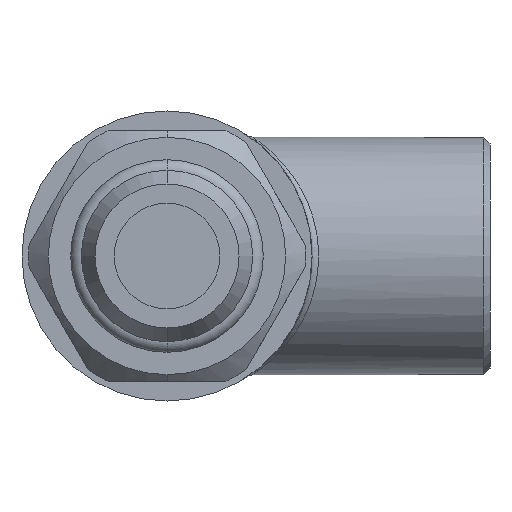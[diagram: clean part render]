
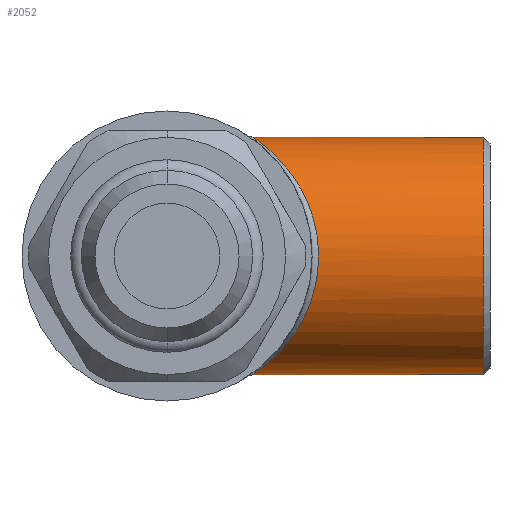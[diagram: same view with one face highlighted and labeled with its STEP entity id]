
A CAD part, front view. The second image highlights one B-rep face of the part: STEP entity #2052.
In plain terms, the highlighted cylindrical face has radius 9 mm (diameter 18 mm), a partial arc.
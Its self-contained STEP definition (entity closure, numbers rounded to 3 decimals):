
#313 = B_SPLINE_CURVE_WITH_KNOTS ( 'NONE', 3,
 ( #333, #315, #343, #342, #341 ),
 .UNSPECIFIED., .F., .F.,
 ( 4, 1, 4 ),
 ( 0.03, 0.03, 0.03 ),
 .UNSPECIFIED. ) ;
#314 = CARTESIAN_POINT ( 'NONE',  ( 6.495, 29.586, -8.99 ) ) ;
#315 = CARTESIAN_POINT ( 'NONE',  ( 6.491, 29.655, -8.994 ) ) ;
#320 = DIRECTION ( 'NONE',  ( -1., 0., 0. ) ) ;
#321 = VECTOR ( 'NONE', #320, 1000. ) ;
#322 = CARTESIAN_POINT ( 'NONE',  ( 0., 30., -9. ) ) ;
#323 = LINE ( 'NONE', #322, #321 ) ;
#329 = CARTESIAN_POINT ( 'NONE',  ( 0., 30., 0. ) ) ;
#330 = AXIS2_PLACEMENT_3D ( 'NONE', #329, #332, #331 ) ;
#331 = DIRECTION ( 'NONE',  ( 0., 0., 1. ) ) ;
#332 = DIRECTION ( 'NONE',  ( -1., 0., 0. ) ) ;
#333 = CARTESIAN_POINT ( 'NONE',  ( 6.495, 29.586, -8.99 ) ) ;
#337 = CYLINDRICAL_SURFACE ( 'NONE', #330, 9. ) ;
#338 = FACE_OUTER_BOUND ( 'NONE', #2054, .T. ) ;
#341 = CARTESIAN_POINT ( 'NONE',  ( 6.481, 30., -9. ) ) ;
#342 = CARTESIAN_POINT ( 'NONE',  ( 6.481, 29.931, -9. ) ) ;
#343 = CARTESIAN_POINT ( 'NONE',  ( 6.483, 29.793, -8.998 ) ) ;
#385 = CARTESIAN_POINT ( 'NONE',  ( 6.481, 30., -9. ) ) ;
#530 = LINE ( 'NONE', #536, #535 ) ;
#534 = DIRECTION ( 'NONE',  ( -1., 0., 0. ) ) ;
#535 = VECTOR ( 'NONE', #534, 1000. ) ;
#536 = CARTESIAN_POINT ( 'NONE',  ( 0., 30., 9. ) ) ;
#564 = CARTESIAN_POINT ( 'NONE',  ( 9.084, 23.967, 6.685 ) ) ;
#565 = CARTESIAN_POINT ( 'NONE',  ( 8.932, 24.175, 6.866 ) ) ;
#566 = CARTESIAN_POINT ( 'NONE',  ( 8.628, 24.601, 7.206 ) ) ;
#567 = CARTESIAN_POINT ( 'NONE',  ( 8.477, 24.821, 7.365 ) ) ;
#568 = CARTESIAN_POINT ( 'NONE',  ( 8.026, 25.501, 7.814 ) ) ;
#569 = CARTESIAN_POINT ( 'NONE',  ( 11.257, 21.28, -2.249 ) ) ;
#570 = CARTESIAN_POINT ( 'NONE',  ( 11.319, 21.208, -1.95 ) ) ;
#571 = CARTESIAN_POINT ( 'NONE',  ( 11.416, 21.096, -1.346 ) ) ;
#572 = CARTESIAN_POINT ( 'NONE',  ( 11.452, 21.055, -1.04 ) ) ;
#573 = CARTESIAN_POINT ( 'NONE',  ( 11.496, 21.004, -0.421 ) ) ;
#574 = CARTESIAN_POINT ( 'NONE',  ( 11.504, 20.995, -0.105 ) ) ;
#575 = CARTESIAN_POINT ( 'NONE',  ( 11.485, 21.017, 0.834 ) ) ;
#576 = CARTESIAN_POINT ( 'NONE',  ( 11.416, 21.096, 1.445 ) ) ;
#577 = CARTESIAN_POINT ( 'NONE',  ( 11.236, 21.305, 2.343 ) ) ;
#578 = CARTESIAN_POINT ( 'NONE',  ( 11.162, 21.39, 2.638 ) ) ;
#579 = CARTESIAN_POINT ( 'NONE',  ( 10.995, 21.585, 3.207 ) ) ;
#580 = CARTESIAN_POINT ( 'NONE',  ( 10.901, 21.696, 3.482 ) ) ;
#581 = CARTESIAN_POINT ( 'NONE',  ( 7.194, 27.031, 8.501 ) ) ;
#582 = CARTESIAN_POINT ( 'NONE',  ( 6.96, 27.583, 8.674 ) ) ;
#583 = B_SPLINE_CURVE_WITH_KNOTS ( 'NONE', 3,
 ( #610, #608, #607, #606, #586, #585, #582, #581, #620, #619, #568, #567, #566, #565, #564, #605, #604, #603, #602, #601, #600, #580, #579, #578, #577, #576, #575, #574, #573, #572, #571, #570, #569, #593, #592, #591, #590, #589, #588, #587, #599, #598, #597, #596, #595, #594, #618, #617, #616, #615, #614, #613, #612, #611 ),
 .UNSPECIFIED., .F., .F.,
 ( 4, 2, 2, 2, 2, 2, 2, 2, 2, 2, 2, 2, 2, 2, 2, 2, 2, 2, 2, 2, 2, 2, 2, 2, 2, 2, 4 ),
 ( 0., 0.001, 0.002, 0.003, 0.004, 0.006, 0.007, 0.008, 0.009, 0.01, 0.011, 0.012, 0.013, 0.015, 0.016, 0.017, 0.018, 0.019, 0.021, 0.022, 0.023, 0.024, 0.026, 0.027, 0.028, 0.029, 0.03 ),
 .UNSPECIFIED. ) ;
#585 = CARTESIAN_POINT ( 'NONE',  ( 6.855, 27.866, 8.749 ) ) ;
#586 = CARTESIAN_POINT ( 'NONE',  ( 6.677, 28.452, 8.871 ) ) ;
#587 = CARTESIAN_POINT ( 'NONE',  ( 9.713, 23.145, -5.839 ) ) ;
#588 = CARTESIAN_POINT ( 'NONE',  ( 9.99, 22.796, -5.402 ) ) ;
#589 = CARTESIAN_POINT ( 'NONE',  ( 10.126, 22.629, -5.172 ) ) ;
#590 = CARTESIAN_POINT ( 'NONE',  ( 10.509, 22.16, -4.457 ) ) ;
#591 = CARTESIAN_POINT ( 'NONE',  ( 10.736, 21.89, -3.946 ) ) ;
#592 = CARTESIAN_POINT ( 'NONE',  ( 11.022, 21.553, -3.122 ) ) ;
#593 = CARTESIAN_POINT ( 'NONE',  ( 11.108, 21.453, -2.836 ) ) ;
#594 = CARTESIAN_POINT ( 'NONE',  ( 7.498, 26.421, -8.262 ) ) ;
#595 = CARTESIAN_POINT ( 'NONE',  ( 7.918, 25.669, -7.909 ) ) ;
#596 = CARTESIAN_POINT ( 'NONE',  ( 8.219, 25.199, -7.632 ) ) ;
#597 = CARTESIAN_POINT ( 'NONE',  ( 8.83, 24.309, -6.993 ) ) ;
#598 = CARTESIAN_POINT ( 'NONE',  ( 9.133, 23.898, -6.638 ) ) ;
#599 = CARTESIAN_POINT ( 'NONE',  ( 9.57, 23.328, -6.046 ) ) ;
#600 = CARTESIAN_POINT ( 'NONE',  ( 10.694, 21.941, 4.016 ) ) ;
#601 = CARTESIAN_POINT ( 'NONE',  ( 10.581, 22.076, 4.276 ) ) ;
#602 = CARTESIAN_POINT ( 'NONE',  ( 10.34, 22.367, 4.777 ) ) ;
#603 = CARTESIAN_POINT ( 'NONE',  ( 10.213, 22.522, 5.016 ) ) ;
#604 = CARTESIAN_POINT ( 'NONE',  ( 9.816, 23.013, 5.7 ) ) ;
#605 = CARTESIAN_POINT ( 'NONE',  ( 9.53, 23.374, 6.115 ) ) ;
#606 = CARTESIAN_POINT ( 'NONE',  ( 6.604, 28.757, 8.919 ) ) ;
#607 = CARTESIAN_POINT ( 'NONE',  ( 6.507, 29.373, 8.983 ) ) ;
#608 = CARTESIAN_POINT ( 'NONE',  ( 6.481, 29.684, 9. ) ) ;
#609 = CARTESIAN_POINT ( 'NONE',  ( 6.481, 30., 9. ) ) ;
#610 = CARTESIAN_POINT ( 'NONE',  ( 6.481, 30., 9. ) ) ;
#611 = CARTESIAN_POINT ( 'NONE',  ( 6.495, 29.586, -8.99 ) ) ;
#612 = CARTESIAN_POINT ( 'NONE',  ( 6.518, 29.271, -8.976 ) ) ;
#613 = CARTESIAN_POINT ( 'NONE',  ( 6.566, 28.961, -8.945 ) ) ;
#614 = CARTESIAN_POINT ( 'NONE',  ( 6.7, 28.361, -8.855 ) ) ;
#615 = CARTESIAN_POINT ( 'NONE',  ( 6.788, 28.069, -8.795 ) ) ;
#616 = CARTESIAN_POINT ( 'NONE',  ( 6.993, 27.498, -8.65 ) ) ;
#617 = CARTESIAN_POINT ( 'NONE',  ( 7.111, 27.217, -8.564 ) ) ;
#618 = CARTESIAN_POINT ( 'NONE',  ( 7.363, 26.68, -8.37 ) ) ;
#619 = CARTESIAN_POINT ( 'NONE',  ( 7.731, 25.982, 8.073 ) ) ;
#620 = CARTESIAN_POINT ( 'NONE',  ( 7.323, 26.761, 8.402 ) ) ;
#1379 = CARTESIAN_POINT ( 'NONE',  ( 24., 30., -9. ) ) ;
#1399 = CARTESIAN_POINT ( 'NONE',  ( 24., 30., 9. ) ) ;
#1416 = AXIS2_PLACEMENT_3D ( 'NONE', #1430, #1466, #1459 ) ;
#1430 = CARTESIAN_POINT ( 'NONE',  ( 24., 30., 0. ) ) ;
#1459 = DIRECTION ( 'NONE',  ( 0., 0., 1. ) ) ;
#1466 = DIRECTION ( 'NONE',  ( -1., 0., 0. ) ) ;
#1516 = CIRCLE ( 'NONE', #1416, 9. ) ;
#2048 = ORIENTED_EDGE ( 'NONE', *, *, #2127, .T. ) ;
#2049 = ORIENTED_EDGE ( 'NONE', *, *, #2092, .T. ) ;
#2052 = ADVANCED_FACE ( 'NONE', ( #338 ), #337, .T. ) ;
#2053 = ORIENTED_EDGE ( 'NONE', *, *, #2258, .T. ) ;
#2054 = EDGE_LOOP ( 'NONE', ( #2057, #2053, #2049, #2048, #2262 ) ) ;
#2056 = EDGE_CURVE ( 'NONE', #2059, #2119, #313, .T. ) ;
#2057 = ORIENTED_EDGE ( 'NONE', *, *, #2060, .F. ) ;
#2059 = VERTEX_POINT ( 'NONE', #314 ) ;
#2060 = EDGE_CURVE ( 'NONE', #2240, #2119, #323, .T. ) ;
#2092 = EDGE_CURVE ( 'NONE', #2243, #2128, #530, .T. ) ;
#2119 = VERTEX_POINT ( 'NONE', #385 ) ;
#2127 = EDGE_CURVE ( 'NONE', #2128, #2059, #583, .T. ) ;
#2128 = VERTEX_POINT ( 'NONE', #609 ) ;
#2240 = VERTEX_POINT ( 'NONE', #1379 ) ;
#2243 = VERTEX_POINT ( 'NONE', #1399 ) ;
#2258 = EDGE_CURVE ( 'NONE', #2240, #2243, #1516, .T. ) ;
#2262 = ORIENTED_EDGE ( 'NONE', *, *, #2056, .T. ) ;
